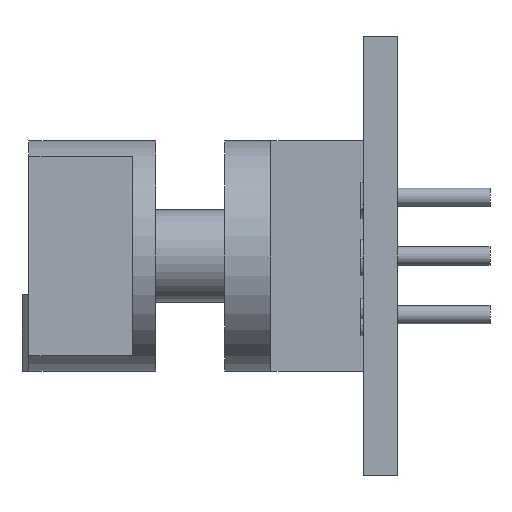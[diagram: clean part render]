
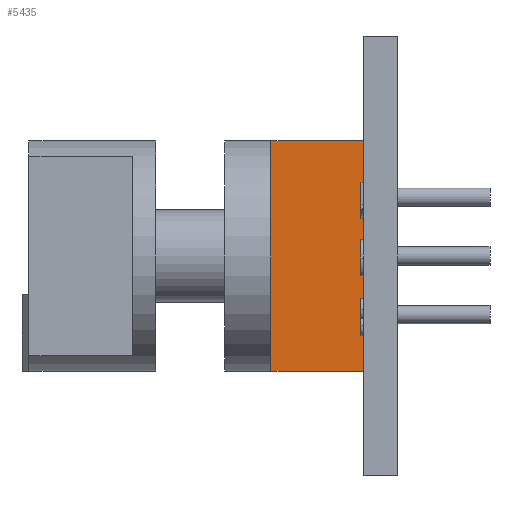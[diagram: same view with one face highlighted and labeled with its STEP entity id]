
A CAD part, left-side view. The second image highlights one B-rep face of the part: STEP entity #5435.
In plain terms, the highlighted planar face has unit normal (-1, 0, 0).
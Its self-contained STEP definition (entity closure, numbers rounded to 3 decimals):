
#309 = EDGE_CURVE ( 'NONE', #8088, #3836, #7599, .T. ) ;
#464 = VERTEX_POINT ( 'NONE', #950 ) ;
#479 = EDGE_CURVE ( 'NONE', #464, #3836, #4826, .T. ) ;
#592 = VECTOR ( 'NONE', #1617, 1000. ) ;
#612 = EDGE_CURVE ( 'NONE', #7242, #464, #1825, .T. ) ;
#827 = ORIENTED_EDGE ( 'NONE', *, *, #479, .T. ) ;
#950 = CARTESIAN_POINT ( 'NONE',  ( -5., 1.5, -5. ) ) ;
#957 = CARTESIAN_POINT ( 'NONE',  ( -5., 5.5, 5. ) ) ;
#992 = CARTESIAN_POINT ( 'NONE',  ( -5., 5.5, 0. ) ) ;
#1027 = EDGE_LOOP ( 'NONE', ( #827, #8149, #7300, #2994, #7360 ) ) ;
#1128 = CARTESIAN_POINT ( 'NONE',  ( -5., 5.5, -5. ) ) ;
#1183 = DIRECTION ( 'NONE',  ( 0., 0., -1. ) ) ;
#1582 = CARTESIAN_POINT ( 'NONE',  ( -5., 1.5, 5. ) ) ;
#1617 = DIRECTION ( 'NONE',  ( 0., 0., 1. ) ) ;
#1765 = VERTEX_POINT ( 'NONE', #992 ) ;
#1825 = LINE ( 'NONE', #2965, #3720 ) ;
#1829 = CARTESIAN_POINT ( 'NONE',  ( -5., 5.5, 5. ) ) ;
#1906 = CARTESIAN_POINT ( 'NONE',  ( -5., 5.5, 5. ) ) ;
#2117 = EDGE_CURVE ( 'NONE', #7242, #1765, #4824, .T. ) ;
#2965 = CARTESIAN_POINT ( 'NONE',  ( -5., 5.5, -5. ) ) ;
#2994 = ORIENTED_EDGE ( 'NONE', *, *, #2117, .F. ) ;
#3128 = DIRECTION ( 'NONE',  ( 1., 0., 0. ) ) ;
#3720 = VECTOR ( 'NONE', #4319, 1000. ) ;
#3727 = VECTOR ( 'NONE', #5505, 1000. ) ;
#3836 = VERTEX_POINT ( 'NONE', #4028 ) ;
#4028 = CARTESIAN_POINT ( 'NONE',  ( -5., 1.5, 5. ) ) ;
#4319 = DIRECTION ( 'NONE',  ( 0., -1., 0. ) ) ;
#4411 = FACE_OUTER_BOUND ( 'NONE', #1027, .T. ) ;
#4545 = VECTOR ( 'NONE', #7257, 1000. ) ;
#4824 = LINE ( 'NONE', #6683, #4545 ) ;
#4826 = LINE ( 'NONE', #1582, #592 ) ;
#5435 = ADVANCED_FACE ( 'NONE', ( #4411 ), #7466, .F. ) ;
#5456 = CARTESIAN_POINT ( 'NONE',  ( -5., 5.5, 5. ) ) ;
#5505 = DIRECTION ( 'NONE',  ( 0., 0., 1. ) ) ;
#6068 = LINE ( 'NONE', #5456, #3727 ) ;
#6339 = DIRECTION ( 'NONE',  ( 0., -1., 0. ) ) ;
#6349 = EDGE_CURVE ( 'NONE', #1765, #8088, #6068, .T. ) ;
#6657 = VECTOR ( 'NONE', #6339, 1000. ) ;
#6683 = CARTESIAN_POINT ( 'NONE',  ( -5., 5.5, 5. ) ) ;
#7242 = VERTEX_POINT ( 'NONE', #1128 ) ;
#7257 = DIRECTION ( 'NONE',  ( 0., 0., 1. ) ) ;
#7300 = ORIENTED_EDGE ( 'NONE', *, *, #6349, .F. ) ;
#7360 = ORIENTED_EDGE ( 'NONE', *, *, #612, .T. ) ;
#7466 = PLANE ( 'NONE',  #7734 ) ;
#7599 = LINE ( 'NONE', #1906, #6657 ) ;
#7734 = AXIS2_PLACEMENT_3D ( 'NONE', #1829, #3128, #1183 ) ;
#8088 = VERTEX_POINT ( 'NONE', #957 ) ;
#8149 = ORIENTED_EDGE ( 'NONE', *, *, #309, .F. ) ;
